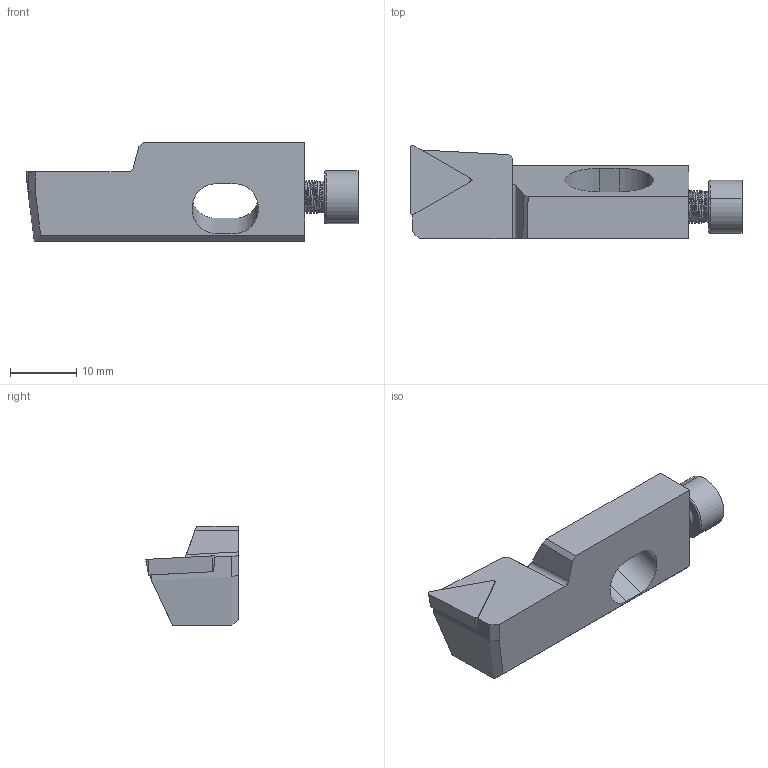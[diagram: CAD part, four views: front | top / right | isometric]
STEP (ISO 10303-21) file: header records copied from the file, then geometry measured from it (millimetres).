
FILE_DESCRIPTION (( 'STEP AP214' ), '1' );
FILE_NAME ('STFCL-10CA-11-LIGHT.STP', '2023-11-08T13:42:32', ( '' ), ( '' ), 'SwSTEP 2.0', 'SolidWorks 2018', '' );
FILE_SCHEMA (( 'AUTOMOTIVE_DESIGN' ));
Length unit declared in the file: millimetre
Products named in the file (1): STFCL-10CA-11-LIGHT
Bounding box: 50 x 14 x 15 mm (x, y, z)
Volume: 4802.5 mm3; surface area: 2776 mm2
Topology: 2 solids, 2 shells, 66 faces, 171 edges, 112 vertices
Faces by surface type: plane 34, cylinder 15, cone 9, torus 6, bspline 2
Entity records: 3952 total; most frequent: CARTESIAN_POINT 1622, ORIENTED_EDGE 342, DIRECTION 304, EDGE_CURVE 171, VERTEX_POINT 112, VECTOR 102, LINE 102, AXIS2_PLACEMENT_3D 101
